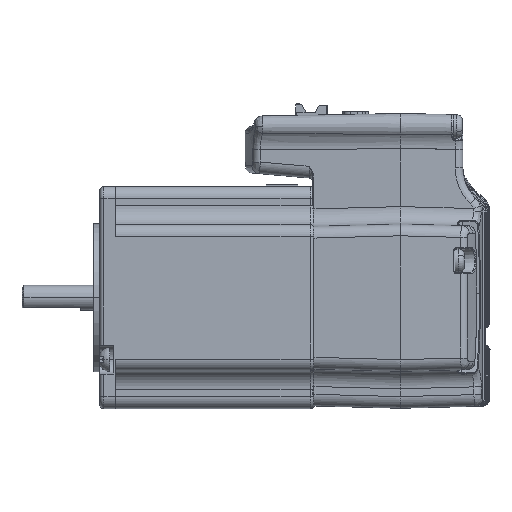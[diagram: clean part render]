
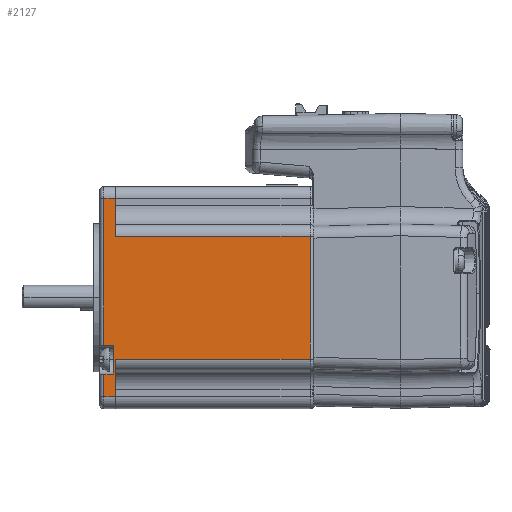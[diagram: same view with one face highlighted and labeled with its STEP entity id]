
A CAD part, left-side view. The second image highlights one B-rep face of the part: STEP entity #2127.
In plain terms, the highlighted planar face has unit normal (-1, 0, 0).
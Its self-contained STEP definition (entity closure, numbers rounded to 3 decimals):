
#2127=ADVANCED_FACE('',(#5552),#5553,.T.);
#5552=FACE_OUTER_BOUND('',#12362,.T.);
#5553=PLANE('',#12363);
#12362=EDGE_LOOP('',(#46871,#46872,#46873,#46874,#46875,#46876,#46877,#46878,#46879,#46880,#46881,#46882));
#12363=AXIS2_PLACEMENT_3D('',#46883,#46884,#46885);
#46871=ORIENTED_EDGE('',*,*,#71587,.T.);
#46872=ORIENTED_EDGE('',*,*,#71594,.T.);
#46873=ORIENTED_EDGE('',*,*,#71572,.T.);
#46874=ORIENTED_EDGE('',*,*,#71637,.F.);
#46875=ORIENTED_EDGE('',*,*,#71574,.T.);
#46876=ORIENTED_EDGE('',*,*,#71638,.F.);
#46877=ORIENTED_EDGE('',*,*,#71579,.T.);
#46878=ORIENTED_EDGE('',*,*,#71583,.T.);
#46879=ORIENTED_EDGE('',*,*,#71604,.T.);
#46880=ORIENTED_EDGE('',*,*,#71639,.F.);
#46881=ORIENTED_EDGE('',*,*,#71640,.F.);
#46882=ORIENTED_EDGE('',*,*,#71635,.T.);
#46883=CARTESIAN_POINT('',(-28.182,7.208,-28.5));
#46884=DIRECTION('',(-1.0,0.0,0.0));
#46885=DIRECTION('',(0.0,0.,1.0));
#71572=EDGE_CURVE('',#79997,#80225,#80227,.F.);
#71574=EDGE_CURVE('',#80229,#80230,#80231,.F.);
#71579=EDGE_CURVE('',#80239,#80237,#80240,.F.);
#71583=EDGE_CURVE('',#80237,#80244,#80247,.F.);
#71587=EDGE_CURVE('',#80251,#80252,#80253,.T.);
#71594=EDGE_CURVE('',#80252,#79997,#80262,.T.);
#71604=EDGE_CURVE('',#80244,#80278,#80280,.T.);
#71635=EDGE_CURVE('',#80319,#80251,#80320,.T.);
#71637=EDGE_CURVE('',#80229,#80225,#80322,.F.);
#71638=EDGE_CURVE('',#80239,#80230,#80323,.T.);
#71639=EDGE_CURVE('',#80324,#80278,#80325,.F.);
#71640=EDGE_CURVE('',#80319,#80324,#80326,.T.);
#79997=VERTEX_POINT('',#93918);
#80225=VERTEX_POINT('',#94223);
#80227=LINE('',#94225,#94226);
#80229=VERTEX_POINT('',#94229);
#80230=VERTEX_POINT('',#94230);
#80231=LINE('',#94231,#94232);
#80237=VERTEX_POINT('',#94240);
#80239=VERTEX_POINT('',#94242);
#80240=LINE('',#94243,#94244);
#80244=VERTEX_POINT('',#94249);
#80247=LINE('',#94252,#94253);
#80251=VERTEX_POINT('',#94258);
#80252=VERTEX_POINT('',#94259);
#80253=LINE('',#94260,#94261);
#80262=LINE('',#94272,#94273);
#80278=VERTEX_POINT('',#94295);
#80280=LINE('',#94297,#94298);
#80319=VERTEX_POINT('',#94355);
#80320=LINE('',#94356,#94357);
#80322=LINE('',#94359,#94360);
#80323=LINE('',#94361,#94362);
#80324=VERTEX_POINT('',#94363);
#80325=LINE('',#94364,#94365);
#80326=LINE('',#94366,#94367);
#93918=CARTESIAN_POINT('',(-28.182,61.208,25.5));
#94223=CARTESIAN_POINT('',(-28.182,61.208,-12.2));
#94225=CARTESIAN_POINT('',(-28.182,61.208,-28.5));
#94226=VECTOR('',#121851,1000.0);
#94229=CARTESIAN_POINT('',(-28.182,58.708,-12.2));
#94230=CARTESIAN_POINT('',(-28.182,58.708,-19.6));
#94231=CARTESIAN_POINT('',(-28.182,58.708,-28.5));
#94232=VECTOR('',#121853,1000.0);
#94240=CARTESIAN_POINT('',(-28.182,61.208,-25.5));
#94242=CARTESIAN_POINT('',(-28.182,61.208,-19.6));
#94243=CARTESIAN_POINT('',(-28.182,61.208,-28.5));
#94244=VECTOR('',#121862,1000.0);
#94249=CARTESIAN_POINT('',(-28.182,58.208,-25.5));
#94252=CARTESIAN_POINT('',(-28.182,7.208,-25.5));
#94253=VECTOR('',#121870,1000.0);
#94258=CARTESIAN_POINT('',(-28.182,58.208,15.77));
#94259=CARTESIAN_POINT('',(-28.182,58.208,25.5));
#94260=CARTESIAN_POINT('',(-28.182,58.208,-28.5));
#94261=VECTOR('',#121878,1000.0);
#94272=CARTESIAN_POINT('',(-28.182,7.208,25.5));
#94273=VECTOR('',#121893,1000.0);
#94295=CARTESIAN_POINT('',(-28.182,58.208,-15.77));
#94297=CARTESIAN_POINT('',(-28.182,58.208,-28.5));
#94298=VECTOR('',#121909,1000.0);
#94355=CARTESIAN_POINT('',(-28.182,8.208,15.77));
#94356=CARTESIAN_POINT('',(-28.182,7.208,15.77));
#94357=VECTOR('',#121964,1000.0);
#94359=CARTESIAN_POINT('',(-28.182,62.208,-12.2));
#94360=VECTOR('',#121968,1000.0);
#94361=CARTESIAN_POINT('',(-28.182,62.208,-19.6));
#94362=VECTOR('',#121969,1000.0);
#94363=CARTESIAN_POINT('',(-28.182,8.208,-15.77));
#94364=CARTESIAN_POINT('',(-28.182,58.208,-15.77));
#94365=VECTOR('',#121970,1000.0);
#94366=CARTESIAN_POINT('',(-28.182,8.208,15.77));
#94367=VECTOR('',#121971,1000.0);
#121851=DIRECTION('',(0.0,0.,1.0));
#121853=DIRECTION('',(0.0,0.,1.0));
#121862=DIRECTION('',(0.0,0.,1.0));
#121870=DIRECTION('',(0.0,1.0,0.));
#121878=DIRECTION('',(0.0,0.,1.0));
#121893=DIRECTION('',(0.0,1.0,0.));
#121909=DIRECTION('',(0.0,0.,1.0));
#121964=DIRECTION('',(0.0,1.0,0.));
#121968=DIRECTION('',(0.0,-1.0,0.));
#121969=DIRECTION('',(0.0,-1.0,0.));
#121970=DIRECTION('',(0.,-1.0,0.));
#121971=DIRECTION('',(0.,0.,-1.0));
